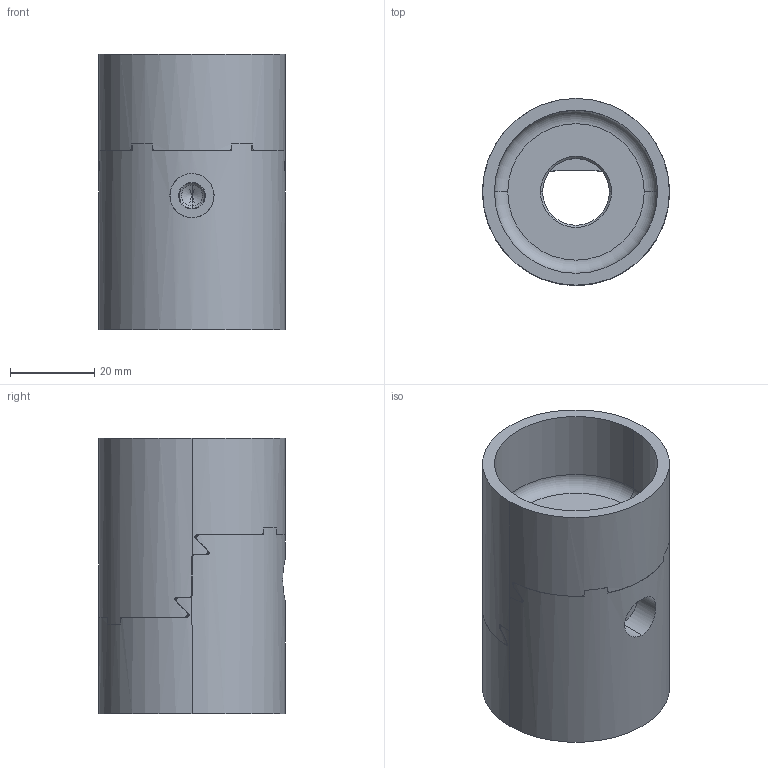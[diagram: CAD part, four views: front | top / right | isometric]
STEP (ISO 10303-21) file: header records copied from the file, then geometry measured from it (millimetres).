
FILE_DESCRIPTION (( 'STEP AP214' ), '1' );
FILE_NAME ('ZC0015.STEP', '2025-09-23T14:14:50', ( '' ), ( '' ), 'SwSTEP 2.0', 'SolidWorks 2023', '' );
FILE_SCHEMA (( 'AUTOMOTIVE_DESIGN' ));
Length unit declared in the file: inch
Products named in the file (3): ZC0015_ZC0013; ZC0015; ZC0015_ZC0014
Assembly tree (2 placements, depth 2):
  ZC0015
    ZC0015_ZC0014
    ZC0015_ZC0013
Bounding box: 44.45 x 44.45 x 65.47 mm (x, y, z)
Volume: 47359 mm3; surface area: 23237.5 mm2
Topology: 2 solids, 2 shells, 228 faces, 566 edges, 343 vertices
Faces by surface type: plane 78, cylinder 61, torus 49, cone 40
Entity records: 7073 total; most frequent: CARTESIAN_POINT 1476, DIRECTION 1251, ORIENTED_EDGE 1128, EDGE_CURVE 564, AXIS2_PLACEMENT_3D 504, VERTEX_POINT 343, CIRCLE 271, LINE 243
